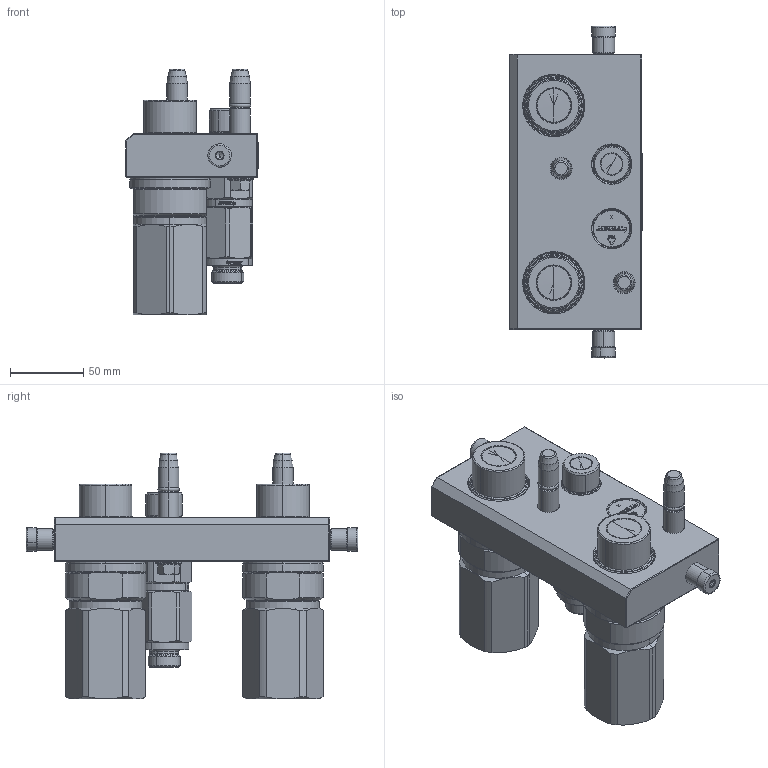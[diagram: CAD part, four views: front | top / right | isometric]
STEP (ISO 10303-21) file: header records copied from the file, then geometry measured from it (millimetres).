
FILE_DESCRIPTION (( 'STEP AP214' ), '1' );
FILE_NAME ('FASTER.step', '2021-12-23T01:21:40', ( '' ), ( '' ), 'SwSTEP 2.0', 'SolidWorks 2017', '' );
FILE_SCHEMA (( 'AUTOMOTIVE_DESIGN' ));
Length unit declared in the file: millimetre
Products named in the file (13): 3ffnp1_gas_m; 4830_021_0000_000.prt; 4860_010_0003_000.prt; 3ffnp12-2_22m; 4860_013_0000_000.prt; 4830_028_1000_011.prt; 1540_080_0008_000.prt; or2_62x9_19_m; TAPPO_12; et002; P4A_M_BASE; FASTER
Assembly tree (18 placements, depth 3):
  FASTER
    P4A_M_BASE
      4860_010_0003_000.prt
      4830_021_0000_000.prt  x2
      or2_62x9_19_m  x2
      1540_080_0008_000.prt  x2
      4830_028_1000_011.prt  x2
      4860_013_0000_000.prt  x2
    3ffnp1_gas_m  x2
    3ffnp12-2_22m
      3ffnp12-2_22m
    TAPPO_12
    et002
Bounding box: 90.3 x 226.6 x 167.9 mm (x, y, z)
Volume: 14420.4 mm3; surface area: 227476.6 mm2
Topology: 6 solids, 45 shells, 2237 faces, 5934 edges, 3814 vertices
Faces by surface type: plane 1137, cylinder 432, cone 362, torus 182, bspline 124
Entity records: 74057 total; most frequent: CARTESIAN_POINT 19663, ORIENTED_EDGE 9057, DIRECTION 8397, EDGE_CURVE 4727, VERTEX_POINT 3071, LINE 3005, VECTOR 3005, AXIS2_PLACEMENT_3D 2696
